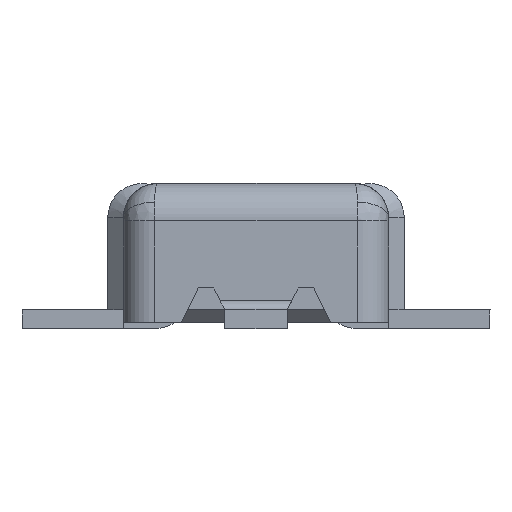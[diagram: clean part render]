
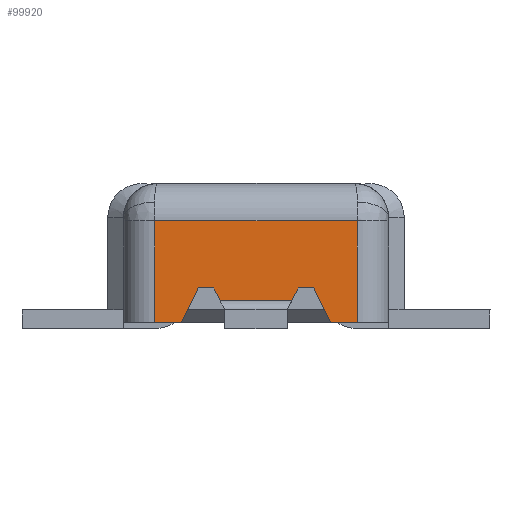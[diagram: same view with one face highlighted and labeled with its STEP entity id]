
A CAD part, left-side view. The second image highlights one B-rep face of the part: STEP entity #99920.
In plain terms, the highlighted face is planar.
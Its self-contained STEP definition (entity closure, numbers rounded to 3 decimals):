
#97710=CARTESIAN_POINT('',(-156.637,0.,1.439));
#97720=DIRECTION('',(-0.447,0.894,-0.));
#97730=VECTOR('',#97720,1.);
#97740=LINE('',#97710,#97730);
#97750=CARTESIAN_POINT('',(-156.325,-0.625,
1.439));
#97760=VERTEX_POINT('',#97750);
#97770=CARTESIAN_POINT('',(-156.345,-0.585,
1.439));
#97780=VERTEX_POINT('',#97770);
#97790=EDGE_CURVE('',#97760,#97780,#97740,.T.);
#98260=CARTESIAN_POINT('',(-156.395,-0.585,
1.439));
#98270=VERTEX_POINT('',#98260);
#98390=CARTESIAN_POINT('',(0.,-0.585,1.439));
#98400=DIRECTION('',(1.,0.,0.));
#98410=VECTOR('',#98400,1.);
#98420=LINE('',#98390,#98410);
#98430=EDGE_CURVE('',#98270,#97780,#98420,.T.);
#98870=CARTESIAN_POINT('',(-156.103,0.,1.439));
#98880=DIRECTION('',(0.447,0.894,0.));
#98890=VECTOR('',#98880,1.);
#98900=LINE('',#98870,#98890);
#98910=CARTESIAN_POINT('',(-156.45,-0.695,
1.439));
#98920=VERTEX_POINT('',#98910);
#98930=EDGE_CURVE('',#98920,#98270,#98900,.T.);
#99120=CARTESIAN_POINT('',(-155.868,-0.703,
1.439));
#99130=DIRECTION('',(0.,0.,-1.));
#99140=DIRECTION('',(-1.,0.,-0.));
#99150=AXIS2_PLACEMENT_3D('',#99120,#99130,#99140);
#99160=PLANE('',#99150);
#99170=ORIENTED_EDGE('',*,*,#98430,.F.);
#99180=ORIENTED_EDGE('',*,*,#97790,.T.);
#99190=CARTESIAN_POINT('',(-156.095,-0.625,
1.439));
#99200=DIRECTION('',(-1.,0.,0.));
#99210=VECTOR('',#99200,1.);
#99220=LINE('',#99190,#99210);
#99230=CARTESIAN_POINT('',(-156.095,-0.625,
1.439));
#99240=VERTEX_POINT('',#99230);
#99250=EDGE_CURVE('',#99240,#97760,#99220,.T.);
#99260=ORIENTED_EDGE('',*,*,#99250,.T.);
#99270=CARTESIAN_POINT('',(-155.783,0.,1.439));
#99280=DIRECTION('',(0.447,0.894,-0.));
#99290=VECTOR('',#99280,1.);
#99300=LINE('',#99270,#99290);
#99310=CARTESIAN_POINT('',(-156.075,-0.585,
1.439));
#99320=VERTEX_POINT('',#99310);
#99330=EDGE_CURVE('',#99240,#99320,#99300,.T.);
#99340=ORIENTED_EDGE('',*,*,#99330,.F.);
#99350=CARTESIAN_POINT('',(0.,-0.585,1.439));
#99360=DIRECTION('',(-1.,-0.,0.));
#99370=VECTOR('',#99360,1.);
#99380=LINE('',#99350,#99370);
#99390=CARTESIAN_POINT('',(-156.025,-0.585,
1.439));
#99400=VERTEX_POINT('',#99390);
#99410=EDGE_CURVE('',#99400,#99320,#99380,.T.);
#99420=ORIENTED_EDGE('',*,*,#99410,.T.);
#99430=CARTESIAN_POINT('',(-156.318,0.,1.439));
#99440=DIRECTION('',(-0.447,0.894,0.));
#99450=VECTOR('',#99440,1.);
#99460=LINE('',#99430,#99450);
#99470=CARTESIAN_POINT('',(-155.97,-0.695,
1.439));
#99480=VERTEX_POINT('',#99470);
#99490=EDGE_CURVE('',#99480,#99400,#99460,.T.);
#99500=ORIENTED_EDGE('',*,*,#99490,.T.);
#99510=CARTESIAN_POINT('',(0.,-0.695,1.439));
#99520=DIRECTION('',(-1.,-0.,0.));
#99530=VECTOR('',#99520,1.);
#99540=LINE('',#99510,#99530);
#99550=CARTESIAN_POINT('',(-155.885,-0.695,
1.439));
#99560=VERTEX_POINT('',#99550);
#99570=EDGE_CURVE('',#99560,#99480,#99540,.T.);
#99580=ORIENTED_EDGE('',*,*,#99570,.T.);
#99590=CARTESIAN_POINT('',(-155.885,-0.37,
1.439));
#99600=DIRECTION('',(0.,-1.,0.));
#99610=VECTOR('',#99600,1.);
#99620=LINE('',#99590,#99610);
#99630=CARTESIAN_POINT('',(-155.885,-0.37,
1.439));
#99640=VERTEX_POINT('',#99630);
#99650=EDGE_CURVE('',#99640,#99560,#99620,.T.);
#99660=ORIENTED_EDGE('',*,*,#99650,.T.);
#99670=CARTESIAN_POINT('',(-156.535,-0.37,
1.439));
#99680=DIRECTION('',(1.,0.,0.));
#99690=VECTOR('',#99680,1.);
#99700=LINE('',#99670,#99690);
#99710=CARTESIAN_POINT('',(-156.535,-0.37,
1.439));
#99720=VERTEX_POINT('',#99710);
#99730=EDGE_CURVE('',#99720,#99640,#99700,.T.);
#99740=ORIENTED_EDGE('',*,*,#99730,.T.);
#99750=CARTESIAN_POINT('',(-156.535,-0.655,
1.439));
#99760=DIRECTION('',(0.,-1.,0.));
#99770=VECTOR('',#99760,1.);
#99780=LINE('',#99750,#99770);
#99790=CARTESIAN_POINT('',(-156.535,-0.695,
1.439));
#99800=VERTEX_POINT('',#99790);
#99810=EDGE_CURVE('',#99720,#99800,#99780,.T.);
#99820=ORIENTED_EDGE('',*,*,#99810,.F.);
#99830=CARTESIAN_POINT('',(0.,-0.695,1.439));
#99840=DIRECTION('',(1.,0.,-0.));
#99850=VECTOR('',#99840,1.);
#99860=LINE('',#99830,#99850);
#99870=EDGE_CURVE('',#99800,#98920,#99860,.T.);
#99880=ORIENTED_EDGE('',*,*,#99870,.F.);
#99890=ORIENTED_EDGE('',*,*,#98930,.F.);
#99900=EDGE_LOOP('',(#99890,#99880,#99820,#99740,#99660,#99580,#99500,
#99420,#99340,#99260,#99180,#99170));
#99910=FACE_OUTER_BOUND('',#99900,.T.);
#99920=ADVANCED_FACE('',(#99910),#99160,.T.);
